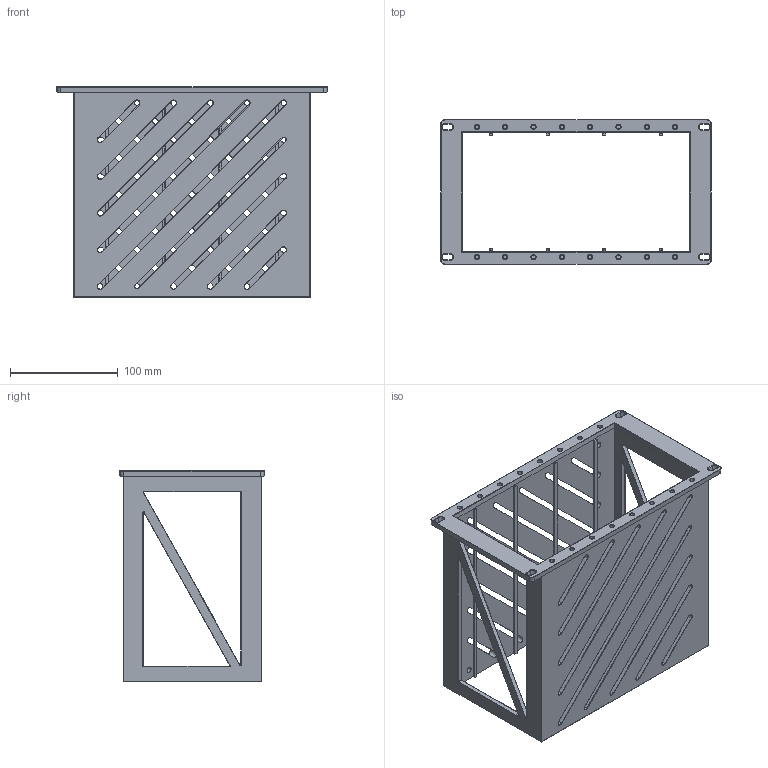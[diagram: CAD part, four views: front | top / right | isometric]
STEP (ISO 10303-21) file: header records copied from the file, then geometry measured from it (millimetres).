
FILE_DESCRIPTION(('FreeCAD Model'),'2;1');
FILE_NAME('Open CASCADE Shape Model','2025-05-22T02:45:32',(''),(''), 'Open CASCADE STEP processor 7.8','FreeCAD','Unknown');
FILE_SCHEMA(('AUTOMOTIVE_DESIGN { 1 0 10303 214 1 1 1 1 }'));
Length unit declared in the file: millimetre
Products named in the file (1): Sides Fillet
Bounding box: 250.65 x 134 x 195 mm (x, y, z)
Volume: 769549.6 mm3; surface area: 267866.7 mm2
Topology: 1 solids, 1 shells, 473 faces, 1382 edges, 826 vertices
Faces by surface type: plane 189, cylinder 154, torus 90, cone 28, bspline 12
Full cylindrical faces by diameter (mm): 5 x2
Entity records: 16448 total; most frequent: CARTESIAN_POINT 3632, ORIENTED_EDGE 2756, DIRECTION 2678, EDGE_CURVE 1378, AXIS2_PLACEMENT_3D 906, LINE 866, VECTOR 866, VERTEX_POINT 826
